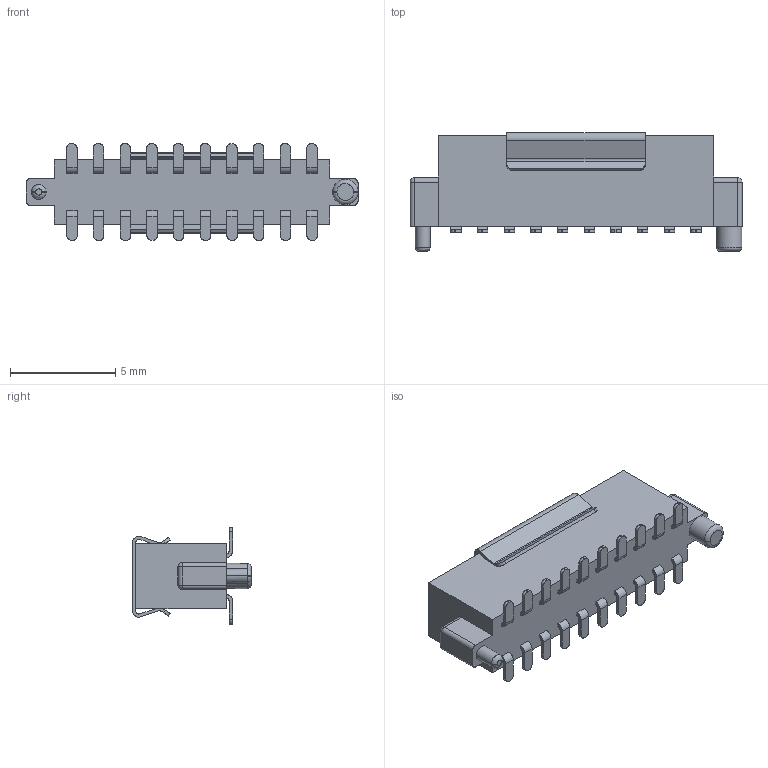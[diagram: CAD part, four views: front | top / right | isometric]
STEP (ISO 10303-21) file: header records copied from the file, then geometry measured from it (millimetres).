
FILE_DESCRIPTION( ('This file contains a STEP AP42 implementation' ,'as created by ZW3D STEP Interface translator.') ,'2;1' );
FILE_NAME( '2344-2XXMXXCUNX3.stp' ,'23 411. 922 2', (''), ('ZWCAD Software Co.'), 'Version 1.0', 'ZW3D to STEP translator', '' );
FILE_SCHEMA(('AUTOMOTIVE_DESIGN { 1 0 10303 214 1 1 1 1 }'));
Length unit declared in the file: millimetre
Products named in the file (2): 0; 2344-210mxxcunx3
Bounding box: 15.8 x 5.66 x 4.6 mm (x, y, z)
Volume: 147.1 mm3; surface area: 921.3 mm2
Topology: 1 solids, 1 shells, 2169 faces, 6235 edges, 4064 vertices
Faces by surface type: plane 1332, cylinder 570, bspline 263, sphere 4
Entity records: 96741 total; most frequent: CARTESIAN_POINT 50062, ORIENTED_EDGE 12474, EDGE_CURVE 6235, B_SPLINE_CURVE_WITH_KNOTS 5764, DIRECTION 4291, VERTEX_POINT 4064, EDGE_LOOP 2329, FACE_OUTER_BOUND 2169
